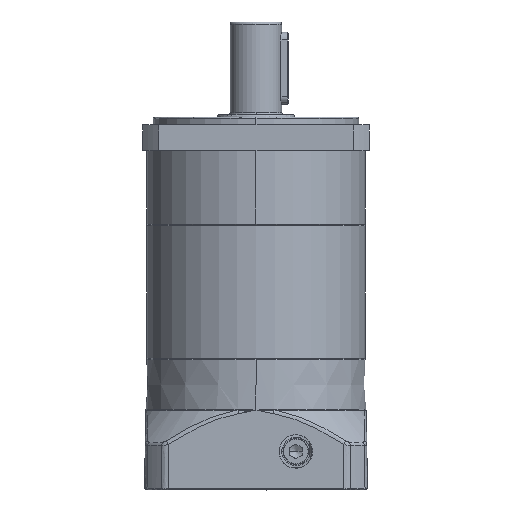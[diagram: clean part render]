
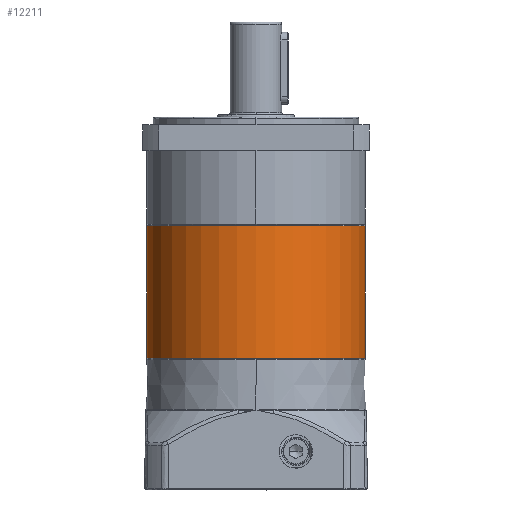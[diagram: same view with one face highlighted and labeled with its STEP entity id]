
A CAD part, left-side view. The second image highlights one B-rep face of the part: STEP entity #12211.
In plain terms, the highlighted cylindrical face has radius 42.5 mm (diameter 85 mm), a partial arc.
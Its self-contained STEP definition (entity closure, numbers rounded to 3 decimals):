
#369 = ORIENTED_EDGE ( 'NONE', *, *, #18154, .T. ) ;
#803 = AXIS2_PLACEMENT_3D ( 'NONE', #11098, #32912, #30405 ) ;
#1034 = VECTOR ( 'NONE', #9131, 1000. ) ;
#1319 = DIRECTION ( 'NONE',  ( 0., -1., 0. ) ) ;
#2155 = DIRECTION ( 'NONE',  ( 0., 0., -1. ) ) ;
#2163 = DIRECTION ( 'NONE',  ( 0., 0., -1. ) ) ;
#2293 = CARTESIAN_POINT ( 'NONE',  ( 0., 52., 0. ) ) ;
#3926 = CARTESIAN_POINT ( 'NONE',  ( 0., 52., 42.5 ) ) ;
#6817 = VERTEX_POINT ( 'NONE', #25334 ) ;
#6960 = DIRECTION ( 'NONE',  ( 0., -1., 0. ) ) ;
#9131 = DIRECTION ( 'NONE',  ( 0., -1., 0. ) ) ;
#11098 = CARTESIAN_POINT ( 'NONE',  ( 0., 0.3, 0. ) ) ;
#12211 = ADVANCED_FACE ( 'NONE', ( #25809 ), #25025, .T. ) ;
#14140 = AXIS2_PLACEMENT_3D ( 'NONE', #2293, #1319, #2163 ) ;
#14934 = LINE ( 'NONE', #3926, #1034 ) ;
#17454 = CARTESIAN_POINT ( 'NONE',  ( 0., 51.7, -42.5 ) ) ;
#17584 = VERTEX_POINT ( 'NONE', #19669 ) ;
#17806 = DIRECTION ( 'NONE',  ( 0., -1., 0. ) ) ;
#17883 = ORIENTED_EDGE ( 'NONE', *, *, #25664, .T. ) ;
#18154 = EDGE_CURVE ( 'NONE', #18372, #6817, #24984, .T. ) ;
#18372 = VERTEX_POINT ( 'NONE', #30863 ) ;
#19098 = CIRCLE ( 'NONE', #31761, 42.5 ) ;
#19116 = AXIS2_PLACEMENT_3D ( 'NONE', #32702, #17806, #2155 ) ;
#19644 = VECTOR ( 'NONE', #32141, 1000. ) ;
#19669 = CARTESIAN_POINT ( 'NONE',  ( -42.5, 51.7, 0. ) ) ;
#21647 = EDGE_CURVE ( 'NONE', #31988, #18372, #26274, .T. ) ;
#22226 = CARTESIAN_POINT ( 'NONE',  ( 0., 51.7, 42.5 ) ) ;
#22433 = CARTESIAN_POINT ( 'NONE',  ( 0., 51.7, 0. ) ) ;
#22507 = ORIENTED_EDGE ( 'NONE', *, *, #21647, .T. ) ;
#24936 = DIRECTION ( 'NONE',  ( 0., 0., -1. ) ) ;
#24984 = CIRCLE ( 'NONE', #803, 42.5 ) ;
#25025 = CYLINDRICAL_SURFACE ( 'NONE', #14140, 42.5 ) ;
#25334 = CARTESIAN_POINT ( 'NONE',  ( 0., 0.3, 42.5 ) ) ;
#25664 = EDGE_CURVE ( 'NONE', #26501, #17584, #32350, .T. ) ;
#25809 = FACE_OUTER_BOUND ( 'NONE', #31133, .T. ) ;
#26274 = LINE ( 'NONE', #31995, #19644 ) ;
#26501 = VERTEX_POINT ( 'NONE', #22226 ) ;
#26540 = EDGE_CURVE ( 'NONE', #17584, #31988, #19098, .T. ) ;
#29781 = EDGE_CURVE ( 'NONE', #26501, #6817, #14934, .T. ) ;
#30405 = DIRECTION ( 'NONE',  ( 0., 0., -1. ) ) ;
#30863 = CARTESIAN_POINT ( 'NONE',  ( 0., 0.3, -42.5 ) ) ;
#31133 = EDGE_LOOP ( 'NONE', ( #31731, #17883, #31576, #22507, #369 ) ) ;
#31576 = ORIENTED_EDGE ( 'NONE', *, *, #26540, .T. ) ;
#31731 = ORIENTED_EDGE ( 'NONE', *, *, #29781, .F. ) ;
#31761 = AXIS2_PLACEMENT_3D ( 'NONE', #22433, #6960, #24936 ) ;
#31988 = VERTEX_POINT ( 'NONE', #17454 ) ;
#31995 = CARTESIAN_POINT ( 'NONE',  ( 0., 52., -42.5 ) ) ;
#32141 = DIRECTION ( 'NONE',  ( 0., -1., 0. ) ) ;
#32350 = CIRCLE ( 'NONE', #19116, 42.5 ) ;
#32702 = CARTESIAN_POINT ( 'NONE',  ( 0., 51.7, 0. ) ) ;
#32912 = DIRECTION ( 'NONE',  ( 0., 1., 0. ) ) ;
